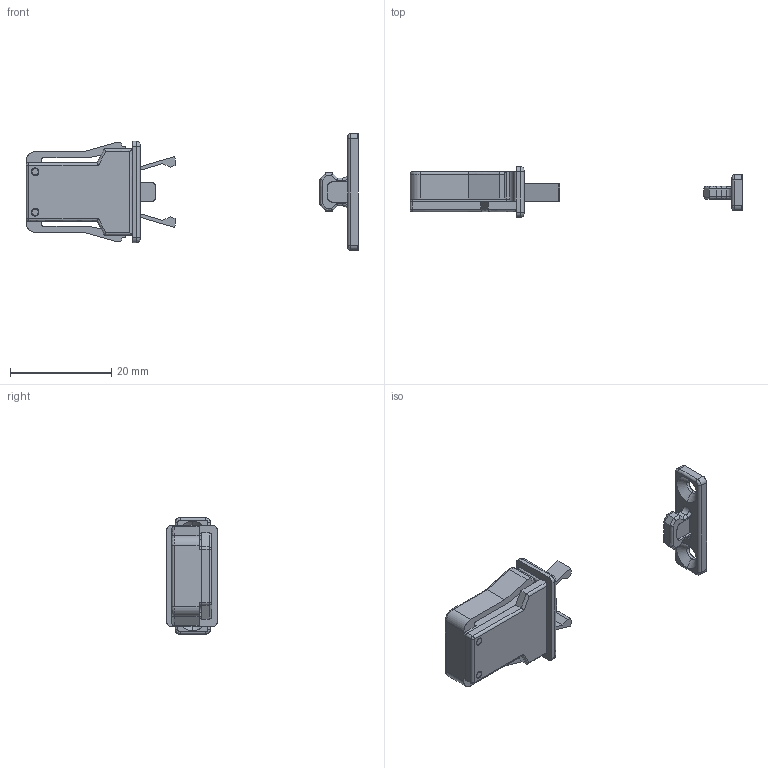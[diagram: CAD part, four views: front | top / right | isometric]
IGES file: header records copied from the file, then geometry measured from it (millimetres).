
Start section: SolidWorks IGES file using analytic representation for surfaces
Global section: file name: TL_236_1.IGS,15HSolidWorks; native system: 2015; preprocessor: SolidWorks 2015; author: Yoshitsune; date: 150527.095219; units: millimetre
Bounding box: 65.5 x 10 x 23 mm (x, y, z)
Surface area: 3543.3 mm2 (no closed solid volume)
Topology: 0 solids, 0 shells, 206 faces, 1883 edges, 1881 vertices
Faces by surface type: bspline 107, revolution 99
